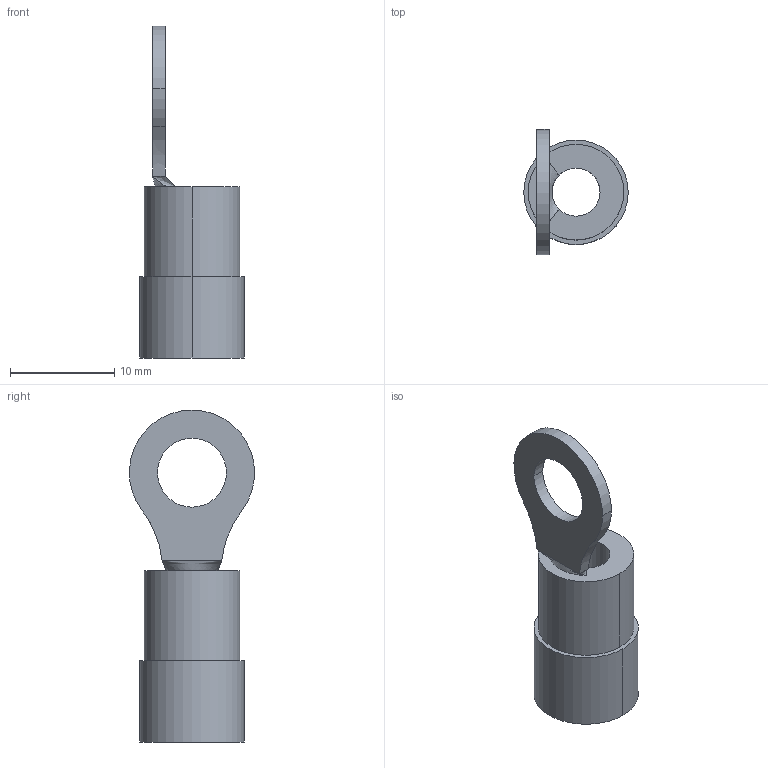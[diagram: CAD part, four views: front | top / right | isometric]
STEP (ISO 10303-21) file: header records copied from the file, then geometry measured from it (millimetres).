
FILE_DESCRIPTION(/* description */ ('Alibre Inc.'),/* implementation_level */ '2;1');
FILE_NAME(/* name */ 'export-147A3956-3E93-4AEF-A4D7-C1F7A5418071',/* time_stamp */ '2025-12-27T18:13:12+01:00',/* author */ (''),/* organization */ (''),/* preprocessor_version */ 'ST-DEVELOPER v17',/* originating_system */ 'Alibre',/* authorisation */ '');
FILE_SCHEMA (('AUTOMOTIVE_DESIGN'));
Length unit declared in the file: millimetre
Products named in the file (2): C_RCI_10_M6-select
Bounding box: 10 x 12 x 31.79 mm (x, y, z)
Volume: 785.8 mm3; surface area: 1204.5 mm2
Topology: 1 solids, 1 shells, 24 faces, 54 edges, 34 vertices
Faces by surface type: cylinder 12, plane 6, bspline 6
Entity records: 1460 total; most frequent: CARTESIAN_POINT 880, ORIENTED_EDGE 108, DIRECTION 101, EDGE_CURVE 54, AXIS2_PLACEMENT_3D 44, VERTEX_POINT 34, EDGE_LOOP 30, FACE_BOUND 30
